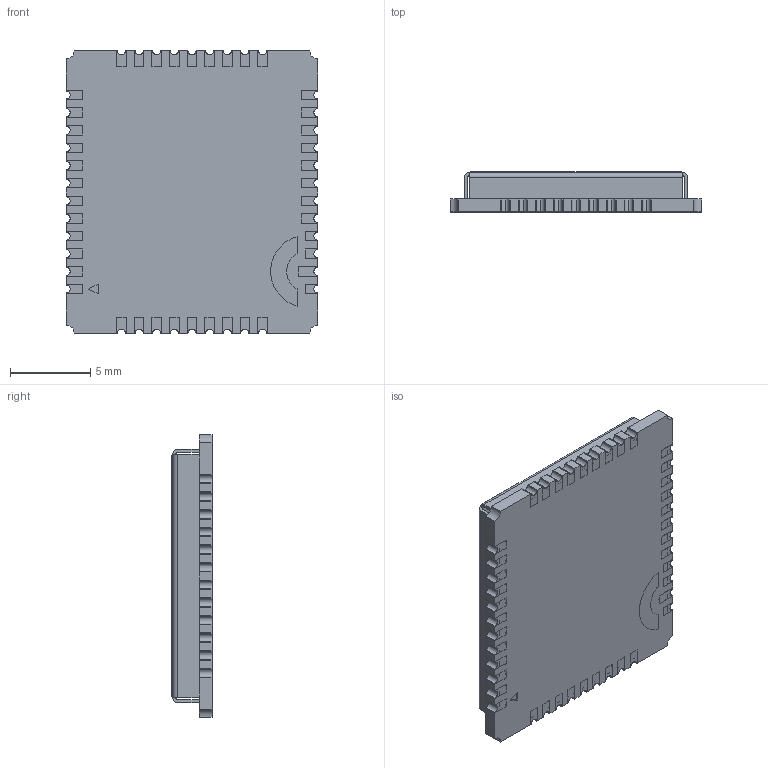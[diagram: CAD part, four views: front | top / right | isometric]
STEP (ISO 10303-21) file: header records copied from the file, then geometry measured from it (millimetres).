
FILE_DESCRIPTION (( 'STEP AP214' ), '1' );
FILE_NAME ('SIM800C.STEP', '2020-03-12T21:07:49', ( '' ), ( '' ), 'SwSTEP 2.0', 'SolidWorks 2017', '' );
FILE_SCHEMA (( 'AUTOMOTIVE_DESIGN' ));
Length unit declared in the file: millimetre
Products named in the file (1): SIM800C
Bounding box: 15.7 x 2.5 x 17.6 mm (x, y, z)
Volume: 286.3 mm3; surface area: 1776.1 mm2
Topology: 47 solids, 47 shells, 792 faces, 2068 edges, 1368 vertices
Faces by surface type: plane 721, cylinder 71
Entity records: 24346 total; most frequent: CARTESIAN_POINT 4229, ORIENTED_EDGE 4136, DIRECTION 3796, EDGE_CURVE 2068, LINE 1926, VECTOR 1926, VERTEX_POINT 1368, AXIS2_PLACEMENT_3D 935
